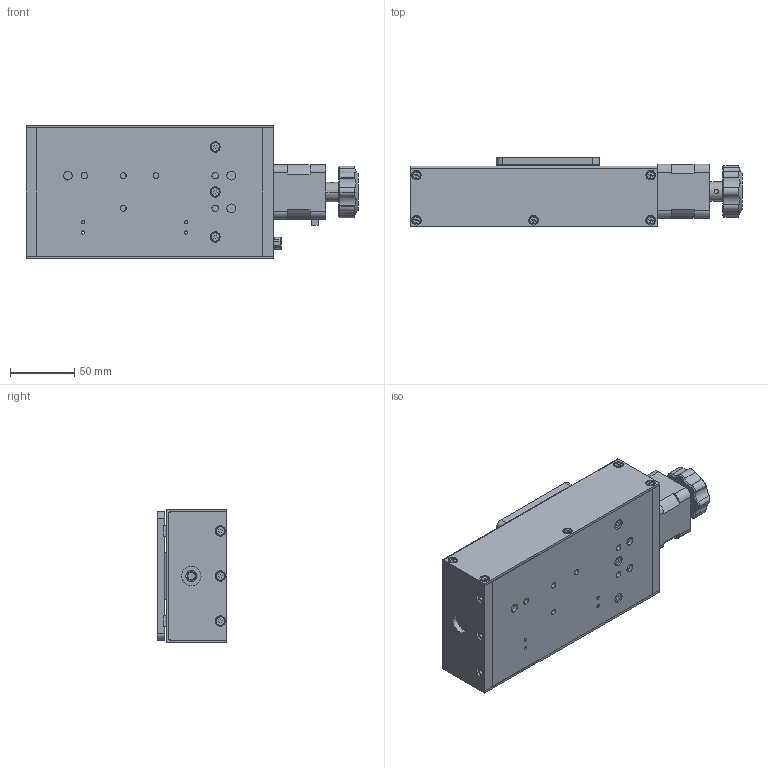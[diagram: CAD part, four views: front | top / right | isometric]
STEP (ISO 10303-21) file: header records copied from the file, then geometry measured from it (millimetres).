
FILE_DESCRIPTION (( 'STEP AP214' ), '1' );
FILE_NAME ('08UMT-50.STEP', '2018-10-15T07:10:55', ( '' ), ( '' ), 'SwSTEP 2.0', 'SolidWorks 2016', '' );
FILE_SCHEMA (( 'AUTOMOTIVE_DESIGN' ));
Length unit declared in the file: millimetre
Products named in the file (1): 08UMT-50
Bounding box: 258 x 54 x 104 mm (x, y, z)
Surface area: 130829.4 mm2 (no closed solid volume)
Topology: 0 solids, 46 shells, 695 faces, 2139 edges, 1488 vertices
Faces by surface type: plane 310, cylinder 232, cone 114, sphere 16, bspline 13, torus 10
Entity records: 32352 total; most frequent: CARTESIAN_POINT 5360, DIRECTION 4217, ORIENTED_EDGE 3565, EDGE_CURVE 2139, AXIS2_PLACEMENT_3D 1531, VERTEX_POINT 1488, LINE 1155, VECTOR 1155
